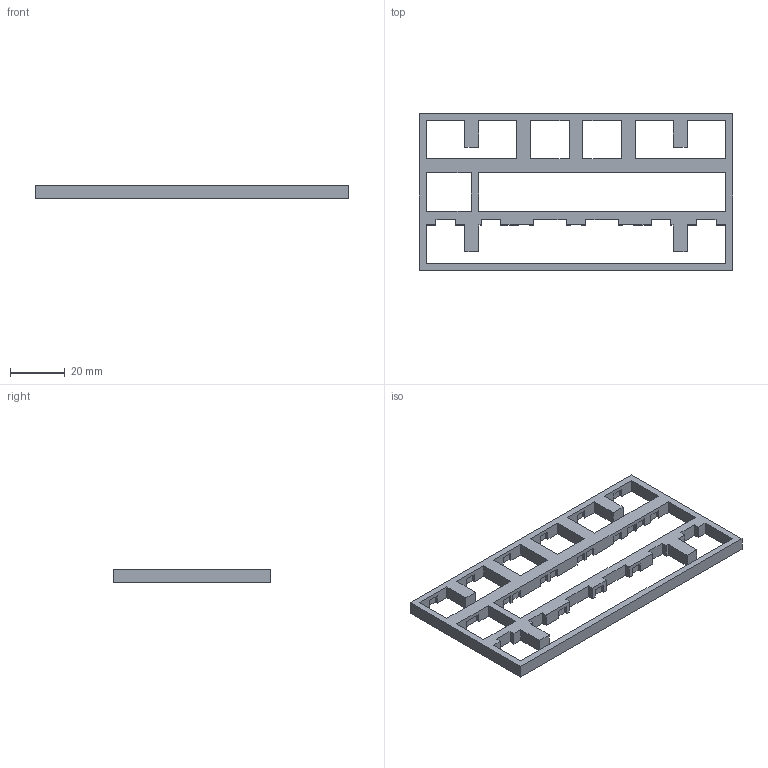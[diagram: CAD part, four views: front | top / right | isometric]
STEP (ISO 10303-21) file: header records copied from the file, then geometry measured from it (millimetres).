
FILE_DESCRIPTION(/* description */ (''),/* implementation_level */ '2;1');
FILE_NAME(/* name */ 'suffer-universal-thicc-plate-large-holes.step',/* time_stamp */ '2024-04-05T15:09:10-07:00',/* author */ (''),/* organization */ (''),/* preprocessor_version */ 'ST-DEVELOPER v20',/* originating_system */ 'Autodesk Translation Framework v12.20.1.177',/* authorisation */ '');
FILE_SCHEMA (('AUTOMOTIVE_DESIGN { 1 0 10303 214 3 1 1 }'));
Length unit declared in the file: millimetre
Products named in the file (1): suffer-universal-thicc-plate
Bounding box: 114.3 x 57.15 x 4.75 mm (x, y, z)
Volume: 10252.7 mm3; surface area: 10862.3 mm2
Topology: 1 solids, 1 shells, 258 faces, 768 edges, 512 vertices
Faces by surface type: plane 258
Entity records: 8533 total; most frequent: CARTESIAN_POINT 1539, ORIENTED_EDGE 1536, DIRECTION 1286, LINE 768, VECTOR 768, EDGE_CURVE 768, VERTEX_POINT 512, EDGE_LOOP 272
